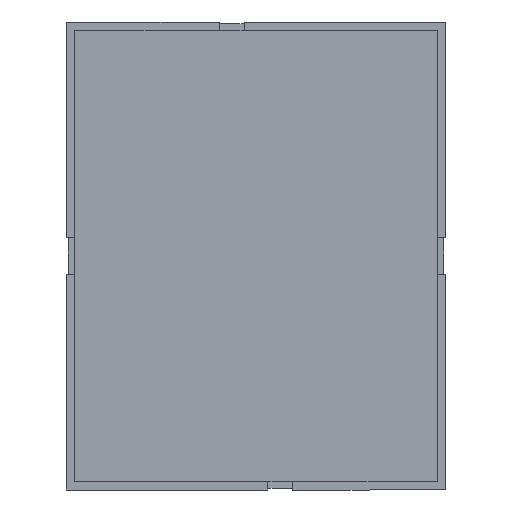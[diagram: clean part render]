
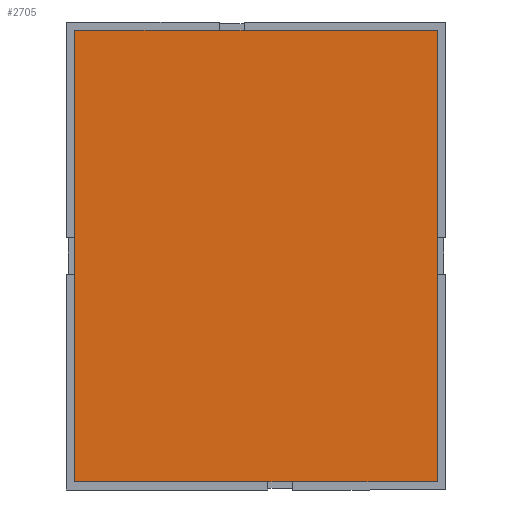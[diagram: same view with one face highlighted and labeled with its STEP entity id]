
A CAD part, top view. The second image highlights one B-rep face of the part: STEP entity #2705.
In plain terms, the highlighted planar face has unit normal (0, 0, 1).
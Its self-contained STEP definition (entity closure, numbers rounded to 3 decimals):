
#48 = VECTOR ( 'NONE', #2428, 1000. ) ;
#84 = VECTOR ( 'NONE', #2568, 1000. ) ;
#125 = VECTOR ( 'NONE', #331, 1000. ) ;
#164 = DIRECTION ( 'NONE',  ( -1., 0., 0. ) ) ;
#179 = CARTESIAN_POINT ( 'NONE',  ( -19.8, 24.65, -0.1 ) ) ;
#185 = EDGE_CURVE ( 'NONE', #1973, #2078, #1165, .T. ) ;
#216 = LINE ( 'NONE', #1706, #84 ) ;
#220 = LINE ( 'NONE', #1423, #125 ) ;
#231 = VERTEX_POINT ( 'NONE', #2607 ) ;
#301 = EDGE_CURVE ( 'NONE', #379, #1368, #1714, .T. ) ;
#331 = DIRECTION ( 'NONE',  ( 0., 1., 0. ) ) ;
#333 = CARTESIAN_POINT ( 'NONE',  ( 1.3, -24.65, -0.1 ) ) ;
#346 = CARTESIAN_POINT ( 'NONE',  ( 19.8, -2., -0.1 ) ) ;
#379 = VERTEX_POINT ( 'NONE', #346 ) ;
#381 = ORIENTED_EDGE ( 'NONE', *, *, #2711, .T. ) ;
#451 = EDGE_CURVE ( 'NONE', #2678, #1973, #730, .T. ) ;
#473 = DIRECTION ( 'NONE',  ( 0., -1., 0. ) ) ;
#527 = EDGE_CURVE ( 'NONE', #2229, #2601, #556, .T. ) ;
#556 = LINE ( 'NONE', #1926, #799 ) ;
#561 = VECTOR ( 'NONE', #2088, 1000. ) ;
#577 = CARTESIAN_POINT ( 'NONE',  ( 19.8, 2., -0.1 ) ) ;
#638 = EDGE_CURVE ( 'NONE', #2653, #2396, #2013, .T. ) ;
#689 = VECTOR ( 'NONE', #2076, 1000. ) ;
#692 = VECTOR ( 'NONE', #1703, 1000. ) ;
#706 = DIRECTION ( 'NONE',  ( 1., 0., 0. ) ) ;
#730 = LINE ( 'NONE', #1024, #692 ) ;
#756 = ORIENTED_EDGE ( 'NONE', *, *, #2644, .T. ) ;
#763 = CARTESIAN_POINT ( 'NONE',  ( 19.8, 24.65, -0.1 ) ) ;
#790 = CARTESIAN_POINT ( 'NONE',  ( 0., 0., -0.1 ) ) ;
#799 = VECTOR ( 'NONE', #1257, 1000. ) ;
#806 = EDGE_CURVE ( 'NONE', #1974, #379, #220, .T. ) ;
#922 = CARTESIAN_POINT ( 'NONE',  ( -19.8, 2., -0.1 ) ) ;
#1013 = ORIENTED_EDGE ( 'NONE', *, *, #806, .T. ) ;
#1024 = CARTESIAN_POINT ( 'NONE',  ( -19.8, 24.65, -0.1 ) ) ;
#1052 = LINE ( 'NONE', #2418, #1569 ) ;
#1063 = VECTOR ( 'NONE', #706, 1000. ) ;
#1107 = EDGE_CURVE ( 'NONE', #231, #1995, #1487, .T. ) ;
#1165 = LINE ( 'NONE', #2623, #2454 ) ;
#1169 = EDGE_CURVE ( 'NONE', #1995, #2653, #1194, .T. ) ;
#1179 = ORIENTED_EDGE ( 'NONE', *, *, #1107, .T. ) ;
#1181 = VECTOR ( 'NONE', #164, 1000. ) ;
#1194 = LINE ( 'NONE', #2397, #1063 ) ;
#1202 = DIRECTION ( 'NONE',  ( 0., -1., 0. ) ) ;
#1216 = CARTESIAN_POINT ( 'NONE',  ( 19.8, 24.65, -0.1 ) ) ;
#1257 = DIRECTION ( 'NONE',  ( 0., -1., 0. ) ) ;
#1333 = DIRECTION ( 'NONE',  ( -1., 0., 0. ) ) ;
#1365 = ORIENTED_EDGE ( 'NONE', *, *, #638, .T. ) ;
#1368 = VERTEX_POINT ( 'NONE', #577 ) ;
#1369 = EDGE_CURVE ( 'NONE', #1368, #2678, #2753, .T. ) ;
#1423 = CARTESIAN_POINT ( 'NONE',  ( 19.8, 24.65, -0.1 ) ) ;
#1460 = ORIENTED_EDGE ( 'NONE', *, *, #185, .T. ) ;
#1475 = DIRECTION ( 'NONE',  ( 1., 0., 0. ) ) ;
#1487 = LINE ( 'NONE', #1765, #2717 ) ;
#1528 = EDGE_CURVE ( 'NONE', #2396, #1974, #216, .T. ) ;
#1569 = VECTOR ( 'NONE', #1202, 1000. ) ;
#1570 = CARTESIAN_POINT ( 'NONE',  ( -19.8, -24.65, -0.1 ) ) ;
#1703 = DIRECTION ( 'NONE',  ( -1., 0., 0. ) ) ;
#1706 = CARTESIAN_POINT ( 'NONE',  ( -19.8, -24.65, -0.1 ) ) ;
#1714 = LINE ( 'NONE', #763, #561 ) ;
#1737 = ORIENTED_EDGE ( 'NONE', *, *, #1369, .T. ) ;
#1765 = CARTESIAN_POINT ( 'NONE',  ( -19.8, 24.65, -0.1 ) ) ;
#1767 = ORIENTED_EDGE ( 'NONE', *, *, #1528, .T. ) ;
#1810 = CARTESIAN_POINT ( 'NONE',  ( -19.8, -24.65, -0.1 ) ) ;
#1848 = CARTESIAN_POINT ( 'NONE',  ( -1.3, 24.65, -0.1 ) ) ;
#1867 = CARTESIAN_POINT ( 'NONE',  ( -19.8, 24.65, -0.1 ) ) ;
#1909 = CARTESIAN_POINT ( 'NONE',  ( 4., -24.65, -0.1 ) ) ;
#1926 = CARTESIAN_POINT ( 'NONE',  ( -19.8, 24.65, -0.1 ) ) ;
#1934 = ORIENTED_EDGE ( 'NONE', *, *, #1169, .T. ) ;
#1973 = VERTEX_POINT ( 'NONE', #1848 ) ;
#1974 = VERTEX_POINT ( 'NONE', #2704 ) ;
#1995 = VERTEX_POINT ( 'NONE', #1810 ) ;
#2013 = LINE ( 'NONE', #1570, #48 ) ;
#2076 = DIRECTION ( 'NONE',  ( 0., 1., 0. ) ) ;
#2078 = VERTEX_POINT ( 'NONE', #2525 ) ;
#2088 = DIRECTION ( 'NONE',  ( 0., 1., 0. ) ) ;
#2130 = ORIENTED_EDGE ( 'NONE', *, *, #451, .T. ) ;
#2175 = AXIS2_PLACEMENT_3D ( 'NONE', #790, #2738, #1475 ) ;
#2212 = CARTESIAN_POINT ( 'NONE',  ( 19.8, 24.65, -0.1 ) ) ;
#2229 = VERTEX_POINT ( 'NONE', #179 ) ;
#2233 = FACE_OUTER_BOUND ( 'NONE', #2500, .T. ) ;
#2298 = LINE ( 'NONE', #1867, #1181 ) ;
#2307 = ORIENTED_EDGE ( 'NONE', *, *, #527, .T. ) ;
#2315 = ORIENTED_EDGE ( 'NONE', *, *, #301, .T. ) ;
#2396 = VERTEX_POINT ( 'NONE', #1909 ) ;
#2397 = CARTESIAN_POINT ( 'NONE',  ( -19.8, -24.65, -0.1 ) ) ;
#2418 = CARTESIAN_POINT ( 'NONE',  ( -19.8, 2., -0.1 ) ) ;
#2428 = DIRECTION ( 'NONE',  ( 1., 0., 0. ) ) ;
#2454 = VECTOR ( 'NONE', #1333, 1000. ) ;
#2500 = EDGE_LOOP ( 'NONE', ( #2307, #756, #1179, #1934, #1365, #1767, #1013, #2315, #1737, #2130, #1460, #381 ) ) ;
#2525 = CARTESIAN_POINT ( 'NONE',  ( -4., 24.65, -0.1 ) ) ;
#2568 = DIRECTION ( 'NONE',  ( 1., 0., 0. ) ) ;
#2601 = VERTEX_POINT ( 'NONE', #922 ) ;
#2607 = CARTESIAN_POINT ( 'NONE',  ( -19.8, -2., -0.1 ) ) ;
#2623 = CARTESIAN_POINT ( 'NONE',  ( -19.8, 24.65, -0.1 ) ) ;
#2644 = EDGE_CURVE ( 'NONE', #2601, #231, #1052, .T. ) ;
#2653 = VERTEX_POINT ( 'NONE', #333 ) ;
#2678 = VERTEX_POINT ( 'NONE', #2212 ) ;
#2704 = CARTESIAN_POINT ( 'NONE',  ( 19.8, -24.65, -0.1 ) ) ;
#2705 = ADVANCED_FACE ( 'NONE', ( #2233 ), #2761, .T. ) ;
#2711 = EDGE_CURVE ( 'NONE', #2078, #2229, #2298, .T. ) ;
#2717 = VECTOR ( 'NONE', #473, 1000. ) ;
#2738 = DIRECTION ( 'NONE',  ( 0., 0., 1. ) ) ;
#2753 = LINE ( 'NONE', #1216, #689 ) ;
#2761 = PLANE ( 'NONE',  #2175 ) ;
